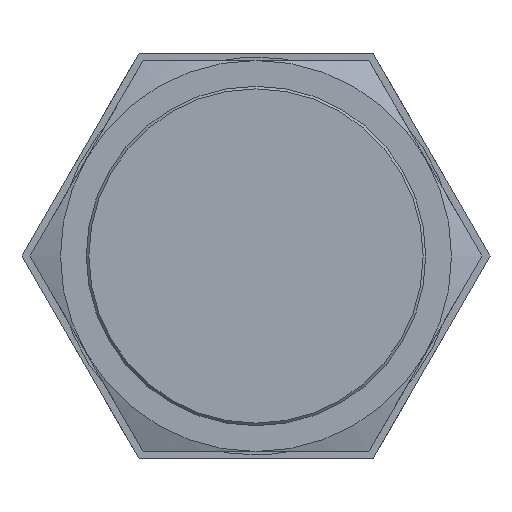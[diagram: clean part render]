
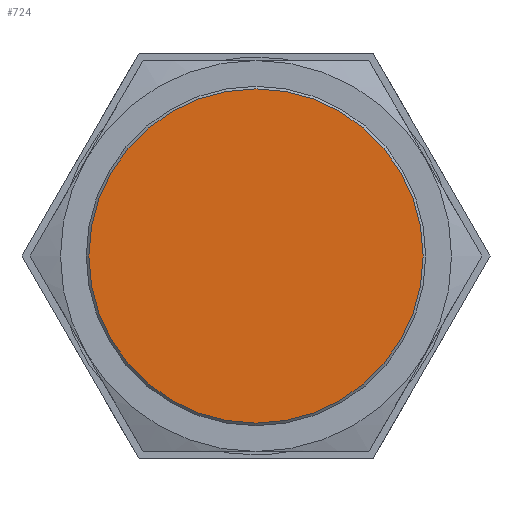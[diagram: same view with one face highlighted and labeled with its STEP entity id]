
A CAD part, front view. The second image highlights one B-rep face of the part: STEP entity #724.
In plain terms, the highlighted planar face has unit normal (0, -1, 0).
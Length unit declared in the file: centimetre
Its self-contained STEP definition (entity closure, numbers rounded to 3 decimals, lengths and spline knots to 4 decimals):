
#195=FACE_OUTER_BOUND('',#246,.T.);
#246=EDGE_LOOP('',(#505));
#316=CIRCLE('',#779,2.35);
#345=VERTEX_POINT('',#1059);
#410=EDGE_CURVE('',#345,#345,#316,.T.);
#505=ORIENTED_EDGE('',*,*,#410,.F.);
#695=PLANE('',#778);
#724=ADVANCED_FACE('',(#195),#695,.F.);
#778=AXIS2_PLACEMENT_3D('',#1058,#862,#863);
#779=AXIS2_PLACEMENT_3D('',#1060,#864,#865);
#862=DIRECTION('center_axis',(0.,1.,0.));
#863=DIRECTION('ref_axis',(0.,0.,1.));
#864=DIRECTION('center_axis',(0.,1.,0.));
#865=DIRECTION('ref_axis',(1.,0.,0.));
#1058=CARTESIAN_POINT('Origin',(1.6166,0.28,1.4));
#1059=CARTESIAN_POINT('',(-0.7334,0.28,1.4));
#1060=CARTESIAN_POINT('Origin',(1.6166,0.28,1.4));
